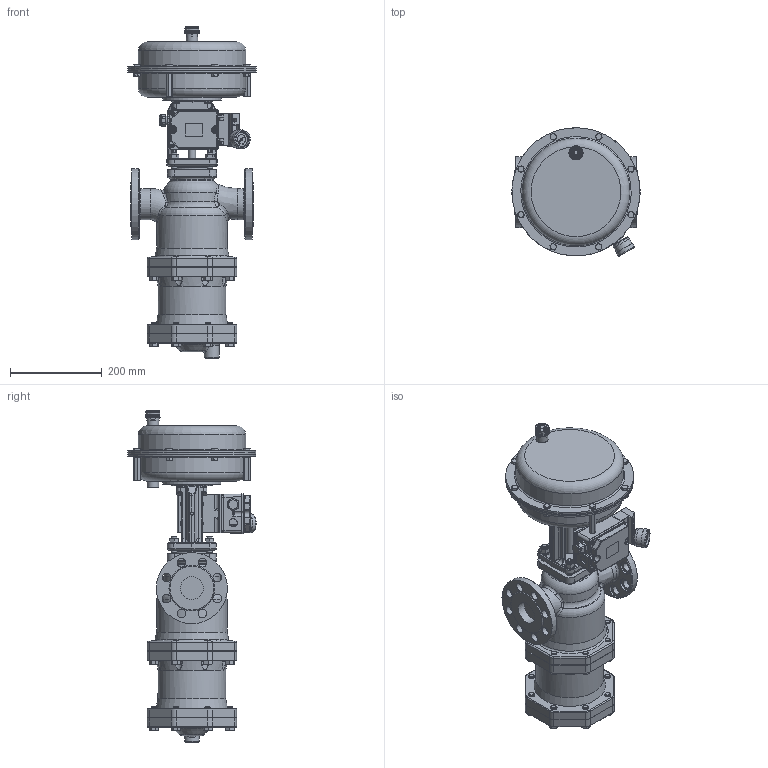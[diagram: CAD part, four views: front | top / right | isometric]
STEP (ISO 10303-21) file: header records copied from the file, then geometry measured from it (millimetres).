
FILE_DESCRIPTION(/* description */ (''),/* implementation_level */ '2;1');
FILE_NAME(/* name */ 'rcv20-050-jis20-00.stp',/* time_stamp */ '2025-01-15T12:54:36+09:00',/* author */ ('shibuya'),/* organization */ (''),/* preprocessor_version */ 'ST-DEVELOPER v18.1',/* originating_system */ 'Autodesk Inventor 2022',/* authorisation */ '');
FILE_SCHEMA (('AUTOMOTIVE_DESIGN { 1 0 10303 214 3 1 1 }'));
Products named in the file (1): 50A-CV-COS20_JIS20K_4071_Fix
Bounding box: 279.73 x 280.26 x 724.79 mm (x, y, z)
Volume: 15100389.8 mm3; surface area: 910458.5 mm2
Topology: 1 solids, 1 shells, 3544 faces, 9069 edges, 5649 vertices
Faces by surface type: plane 1301, cylinder 779, cone 652, bspline 567, torus 218, sphere 27
Full cylindrical faces by diameter (mm): 1 x1, 1.5 x4, 1.72 x2, 2 x2, 4 x2, 4.4 x2, 4.5 x2, 6.466 x8, 6.47 x2, 7.2 x2, 8 x11, 8.4 x1, 8.57 x1, 8.6 x4, 9.5 x2, 12 x44, 13 x8, 14 x30, 16 x1, 17 x8, 17.5 x1, 18.55 x1, 19 x16, 20 x1, 22.9 x1, 24 x5, 25 x2, 29.909 x2, 30 x16, 30.066 x1
Entity records: 141908 total; most frequent: CARTESIAN_POINT 57038, ORIENTED_EDGE 18040, DIRECTION 16009, EDGE_CURVE 9020, AXIS2_PLACEMENT_3D 6301, VERTEX_POINT 5649, EDGE_LOOP 3901, STYLED_ITEM 3545
